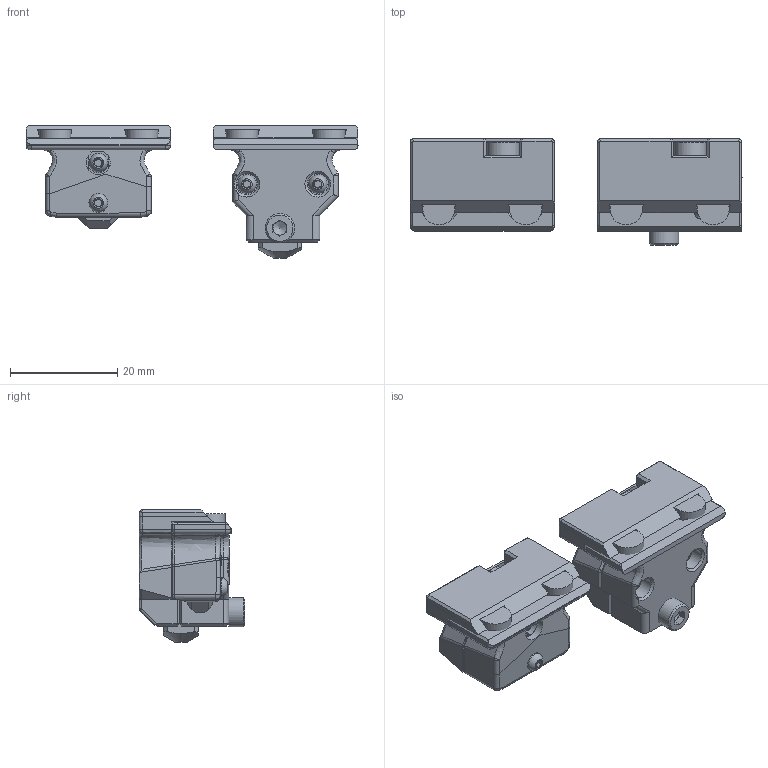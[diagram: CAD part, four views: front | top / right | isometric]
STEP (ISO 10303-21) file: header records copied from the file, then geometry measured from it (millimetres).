
FILE_DESCRIPTION(/* description */ (''),/* implementation_level */ '2;1');
FILE_NAME(/* name */ 'BFP_Unklicky_Probe v33.step',/* time_stamp */ '2022-05-30T00:56:47+01:00',/* author */ (''),/* organization */ (''),/* preprocessor_version */ 'ST-DEVELOPER v18.1',/* originating_system */ 'Autodesk Translation Framework v10.14.0.1471',/* authorisation */ '');
FILE_SCHEMA (('AUTOMOTIVE_DESIGN { 1 0 10303 214 3 1 1 }'));
Length unit declared in the file: millimetre
Products named in the file (8): BFP_Unklicky_Probe; KlickyNG Unklicky; M2x8 Self-tapping Screw (1); KlickyNG BFP Unklicky (1); M2x8 Self-tapping Screw (1) (1); Magnets; NG BFP Pin; M3x8 SHCS
Assembly tree (7 placements, depth 3):
  BFP_Unklicky_Probe
    KlickyNG Unklicky
      M2x8 Self-tapping Screw (1)
    KlickyNG BFP Unklicky (1)
      M2x8 Self-tapping Screw (1) (1)
      Magnets
      NG BFP Pin
      M3x8 SHCS
Bounding box: 62.03 x 19.8 x 24.71 mm (x, y, z)
Volume: 10132.5 mm3; surface area: 10432.9 mm2
Topology: 20 solids, 24 shells, 829 faces, 2146 edges, 1366 vertices
Faces by surface type: plane 437, bspline 171, cylinder 150, cone 59, sphere 8, torus 4
Full cylindrical faces by diameter (mm): 1.6 x5, 2 x5, 2.003 x1, 2.5 x4, 3 x2, 3.2 x2, 3.5 x4, 4 x1, 5.5 x1, 6 x8
Entity records: 31997 total; most frequent: CARTESIAN_POINT 12876, ORIENTED_EDGE 4296, DIRECTION 3370, EDGE_CURVE 2148, VERTEX_POINT 1366, LINE 1136, VECTOR 1136, AXIS2_PLACEMENT_3D 1117
